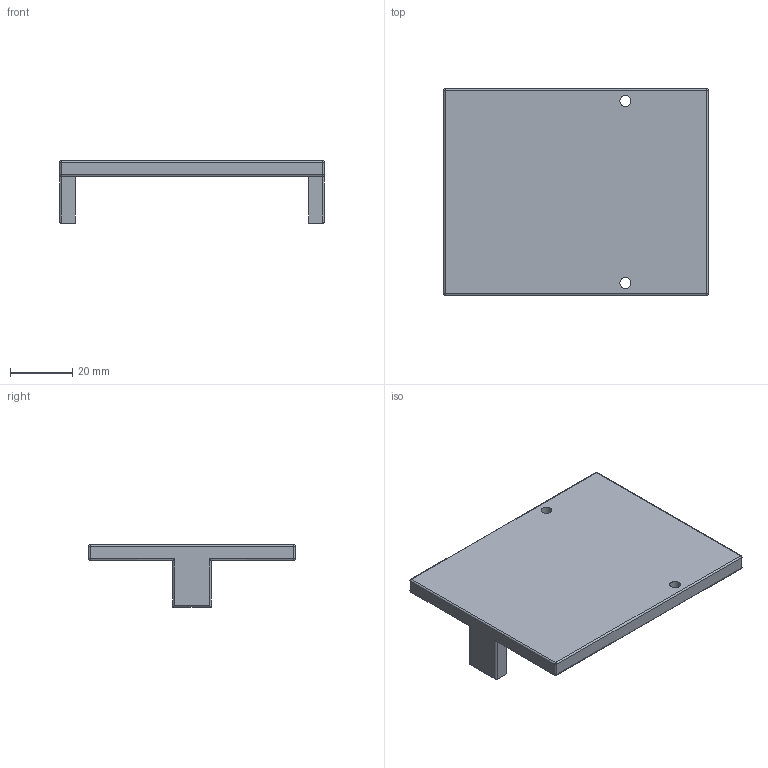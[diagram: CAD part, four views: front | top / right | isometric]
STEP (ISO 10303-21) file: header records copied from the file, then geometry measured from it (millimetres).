
FILE_DESCRIPTION(('FreeCAD Model'),'2;1');
FILE_NAME('Open CASCADE Shape Model','2025-05-08T00:20:22',(''),(''), 'Open CASCADE STEP processor 7.6','FreeCAD','Unknown');
FILE_SCHEMA(('AUTOMOTIVE_DESIGN { 1 0 10303 214 1 1 1 1 }'));
Length unit declared in the file: millimetre
Products named in the file (1): BMSBracketBottomBody
Bounding box: 85 x 66.5 x 20 mm (x, y, z)
Volume: 29967.2 mm3; surface area: 13779 mm2
Topology: 1 solids, 1 shells, 44 faces, 102 edges, 52 vertices
Faces by surface type: cylinder 22, plane 14, sphere 8
Full cylindrical faces by diameter (mm): 3.5 x2
Entity records: 1188 total; most frequent: DIRECTION 220, CARTESIAN_POINT 191, ORIENTED_EDGE 188, EDGE_CURVE 94, AXIS2_PLACEMENT_3D 81, LINE 58, VECTOR 58, VERTEX_POINT 52
